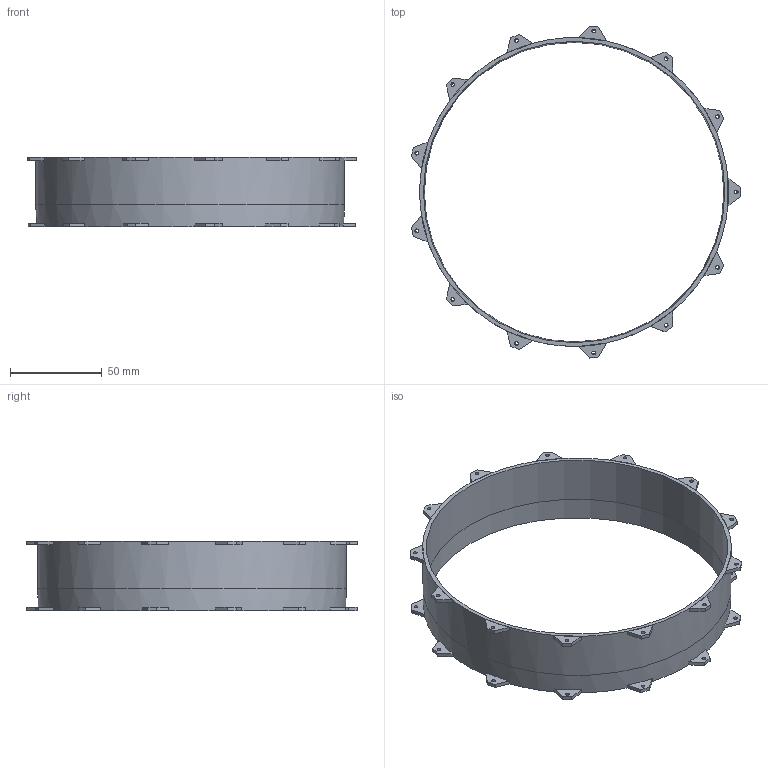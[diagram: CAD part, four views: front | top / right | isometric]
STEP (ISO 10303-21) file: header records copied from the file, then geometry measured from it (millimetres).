
FILE_DESCRIPTION(('FreeCAD Model'),'2;1');
FILE_NAME('Open CASCADE Shape Model','2024-05-10T09:03:48',('Author'),( ''),'Open CASCADE STEP processor 7.6','FreeCAD','Unknown');
FILE_SCHEMA(('AUTOMOTIVE_DESIGN { 1 0 10303 214 1 1 1 1 }'));
Length unit declared in the file: millimetre
Products named in the file (2): Intake-Pre-Cover; Body054
Assembly tree (1 placements, depth 2):
  Intake-Pre-Cover
    Body054
Bounding box: 179.29 x 180.61 x 38 mm (x, y, z)
Volume: 42882 mm3; surface area: 45671.4 mm2
Topology: 1 solids, 1 shells, 188 faces, 452 edges, 266 vertices
Faces by surface type: plane 158, cylinder 28, cone 2
Full cylindrical faces by diameter (mm): 2 x26, 164 x1, 168 x1
Entity records: 5518 total; most frequent: DIRECTION 994, CARTESIAN_POINT 908, ORIENTED_EDGE 904, EDGE_CURVE 452, AXIS2_PLACEMENT_3D 352, LINE 290, VECTOR 290, VERTEX_POINT 266
